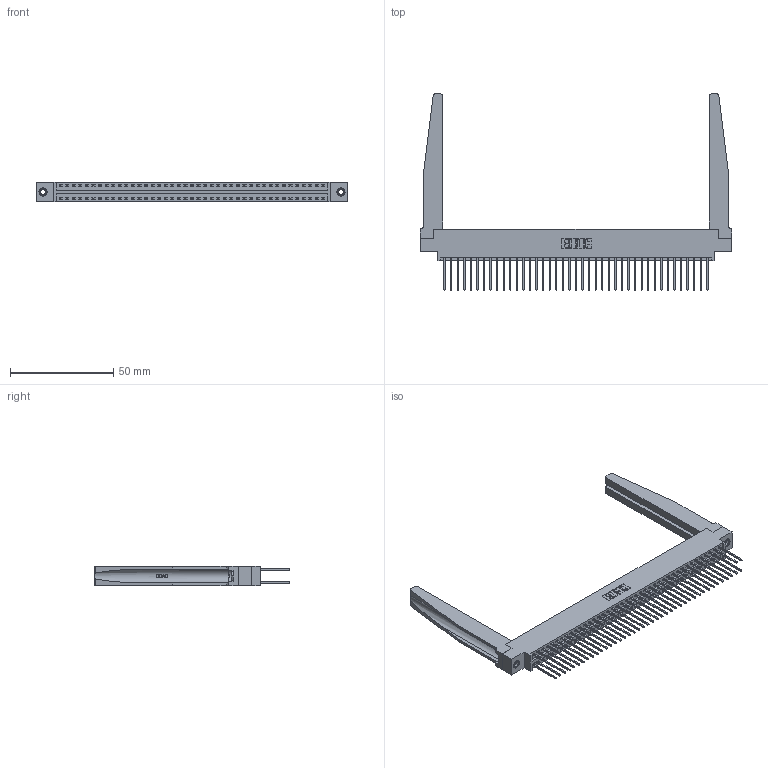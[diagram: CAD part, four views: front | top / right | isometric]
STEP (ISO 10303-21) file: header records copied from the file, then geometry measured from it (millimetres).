
FILE_DESCRIPTION (( 'STEP AP203' ), '1' );
FILE_NAME ('346-082-540-878.STEP', '2022-05-25T17:58:13', ( '' ), ( '' ), 'SwSTEP 2.0', 'SolidWorks 2020', '' );
FILE_SCHEMA (( 'CONFIG_CONTROL_DESIGN' ));
Length unit declared in the file: inch
Products named in the file (5): 345-250-001_345-250-001-102; 345-292-001_345-293-140; 346-082-540-878; 346 Part_0.170 Offset - 0.156 Dia-TH; 346-220-078_345-220-078
Assembly tree (87 placements, depth 2):
  346-082-540-878
    346 Part_0.170 Offset - 0.156 Dia-TH
    345-292-001_345-293-140  x82
    346-220-078_345-220-078  x2
    345-250-001_345-250-001-102  x2
Bounding box: 150.75 x 94.74 x 9.4 mm (x, y, z)
Volume: 21739.2 mm3; surface area: 28591.5 mm2
Topology: 87 solids, 87 shells, 4638 faces, 13695 edges, 9010 vertices
Faces by surface type: plane 3106, cylinder 1480, bspline 36, cone 12, torus 4
Entity records: 32206 total; most frequent: CARTESIAN_POINT 6253, ORIENTED_EDGE 5074, DIRECTION 4547, EDGE_CURVE 2537, VECTOR 2147, LINE 2147, VERTEX_POINT 1684, AXIS2_PLACEMENT_3D 1200
